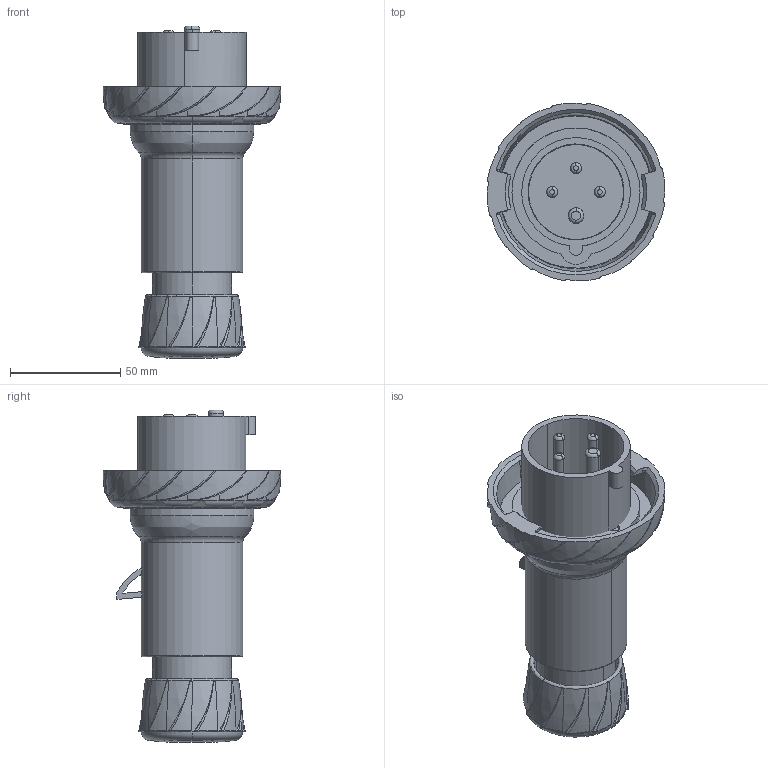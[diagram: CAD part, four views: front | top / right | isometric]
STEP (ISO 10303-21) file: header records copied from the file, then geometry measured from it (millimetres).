
FILE_DESCRIPTION((''),'2;1');
FILE_NAME('PKE16M734_3D-SIMPLIFIED_ASM','2022-12-07T10:57:12',('gines.fernandez'),(''),'CREO PARAMETRIC BY PTC INC, 2018260','CREO PARAMETRIC BY PTC INC, 2018260','');
FILE_SCHEMA(('CONFIG_CONTROL_DESIGN'));
Products named in the file (13): PRT_001; PRT_002; PRT_003; PRT_004; PRT_005; PRT_006; PRT_008; PRT_009; PRT_010; PRT_011; PRT_012; PRT_007_ASM; PKE16M734_3D-SIMPLIFIED_ASM
Assembly tree (12 placements, depth 3):
  PKE16M734_3D-SIMPLIFIED_ASM
    PRT_001
    PRT_002
    PRT_003
    PRT_004
    PRT_005
    PRT_006
    PRT_007_ASM
      PRT_008
      PRT_009
      PRT_010
      PRT_011
      PRT_012
Bounding box: 80.44 x 80.44 x 150.42 mm (x, y, z)
Volume: 132681.2 mm3; surface area: 85061.2 mm2
Topology: 11 solids, 11 shells, 515 faces, 1351 edges, 873 vertices
Faces by surface type: cylinder 181, bspline 134, plane 108, torus 71, cone 17, sphere 4
Entity records: 25428 total; most frequent: CARTESIAN_POINT 13470, ORIENTED_EDGE 2694, DIRECTION 2214, EDGE_CURVE 1347, AXIS2_PLACEMENT_3D 970, VERTEX_POINT 873, CIRCLE 559, EDGE_LOOP 548
